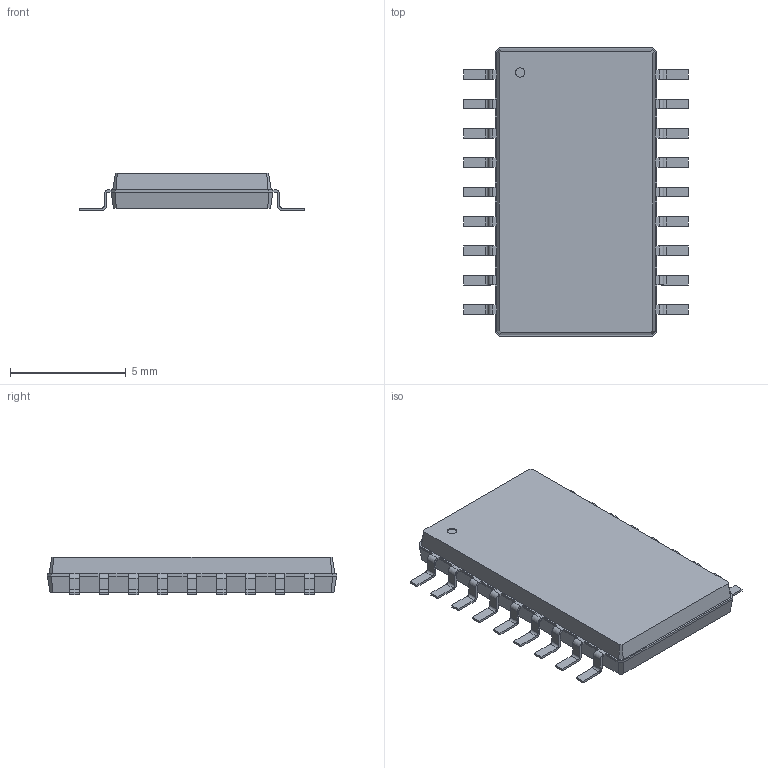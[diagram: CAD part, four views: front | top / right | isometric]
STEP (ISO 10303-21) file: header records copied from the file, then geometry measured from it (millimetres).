
FILE_DESCRIPTION(/* description */ ('model of SOP-18_7.0x12.5mm_P1.27mm'),/* implementation_level */ '2;1');
FILE_NAME(/* name */ 'SOP-18_7.0x12.5mm_P1.27mm.step',/* time_stamp */ '2018-11-03T20:38:10',/* author */ ('kicad StepUp','ksu'),/* organization */ ('FreeCAD'),/* preprocessor_version */ 'OCC',/* originating_system */ 'kicad StepUp',/* authorisation */ '');
FILE_SCHEMA(('AUTOMOTIVE_DESIGN { 1 0 10303 214 1 1 1 1 }'));
Length unit declared in the file: millimetre
Products named in the file (1): SOP_18_70x125mm_P127mm
Bounding box: 9.72 x 12.5 x 1.6 mm (x, y, z)
Volume: 127.7 mm3; surface area: 262.2 mm2
Topology: 1 solids, 1 shells, 306 faces, 813 edges, 510 vertices
Faces by surface type: plane 191, cylinder 73, bspline 42
Full cylindrical faces by diameter (mm): 0.4 x1
Entity records: 6029 total; most frequent: ORIENTED_EDGE 1394, EDGE_CURVE 813, CARTESIAN_POINT 693, VERTEX_POINT 510, LINE 509, AXIS2_PLACEMENT_3D 356, FACE_BOUND 307, EDGE_LOOP 307
